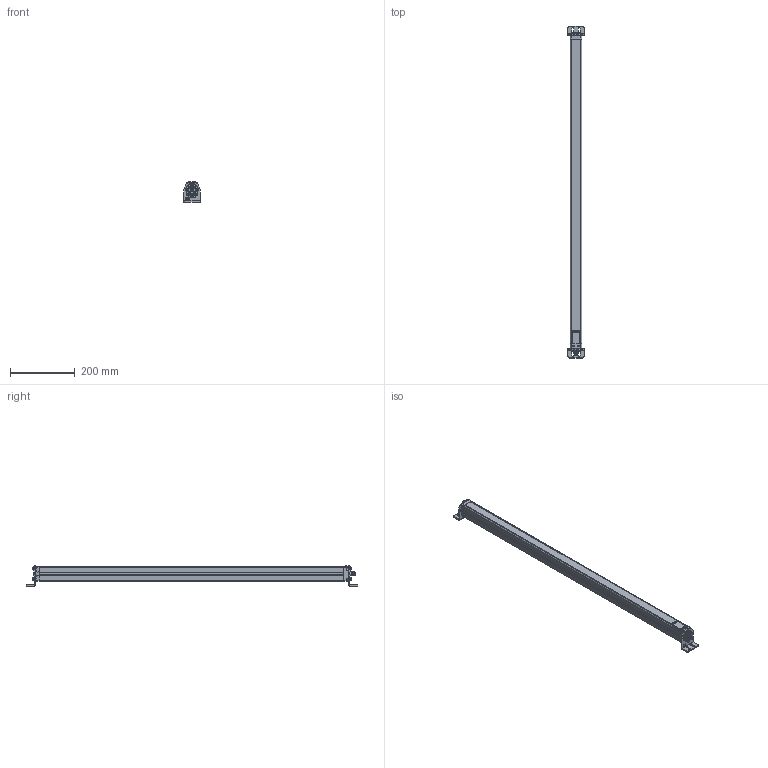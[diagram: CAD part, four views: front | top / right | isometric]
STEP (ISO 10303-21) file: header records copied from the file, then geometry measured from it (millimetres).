
FILE_DESCRIPTION((''),'2;1');
FILE_NAME('139538_ASM','2015-12-02T',('pdmadmin'),(''),'PRO/ENGINEER BY PARAMETRIC TECHNOLOGY CORPORATION, 2013230','PRO/ENGINEER BY PARAMETRIC TECHNOLOGY CORPORATION, 2013230','');
FILE_SCHEMA(('CONFIG_CONTROL_DESIGN'));
Length unit declared in the file: inch
Products named in the file (39): 111900; 131958; 111912; 113245_ASM; 125310; 113680; 110450; 116774; 123800_AF1; 116444; 116776; 120102; TVS; FUSE6; P6228; SOT23; 0603; 0805C; SOT89; 1210; 1206; SMCBI; 0603C; HDRR8C; 120102_ASM; 116733_ASM; 114466; 113974; 109552; 111625; 119220; 63529; 111838_ASM; 123801_AF1167; 111834; 111835; 111087; 58892_GENERIC; 139538_ASM
Assembly tree (82 placements, depth 4):
  139538_ASM
    113245_ASM
      111900
      131958
      111912
    125310
    113680
    116733_ASM
      110450
      116774
      123800_AF1
      116444
      116776
      120102_ASM
        120102
        TVS  x3
        FUSE6
        P6228  x8
        SOT23  x9
        0603  x8
        0805C  x2
        SOT89  x2
        1210  x3
        1206  x2
        SMCBI
        0603C  x4
        HDRR8C
    114466  x8
    113974
    111838_ASM
      109552
      111625
      119220
      63529
    123801_AF1167
    111834
    111835  x2
    111087  x2
    58892_GENERIC  x4
Bounding box: 50 x 1029 x 63 mm (x, y, z)
Volume: 650335 mm3; surface area: 420101.6 mm2
Topology: 79 solids, 89 shells, 5246 faces, 13955 edges, 9029 vertices
Faces by surface type: plane 3203, cylinder 1656, bspline 198, torus 74, cone 61, sphere 54
Entity records: 95372 total; most frequent: CARTESIAN_POINT 27833, DIRECTION 13872, ORIENTED_EDGE 13812, EDGE_CURVE 6926, VECTOR 4774, LINE 4774, AXIS2_PLACEMENT_3D 4549, VERTEX_POINT 4458
